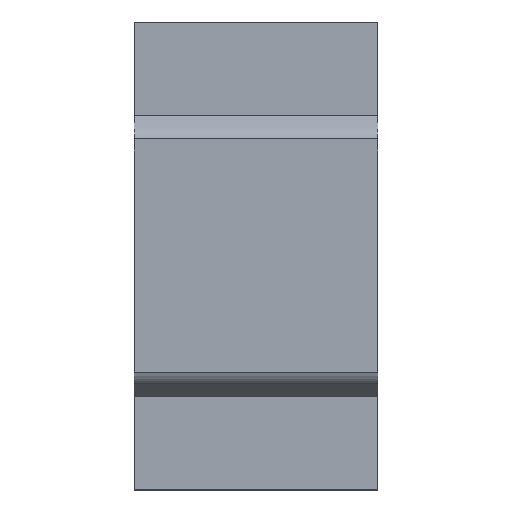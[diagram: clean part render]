
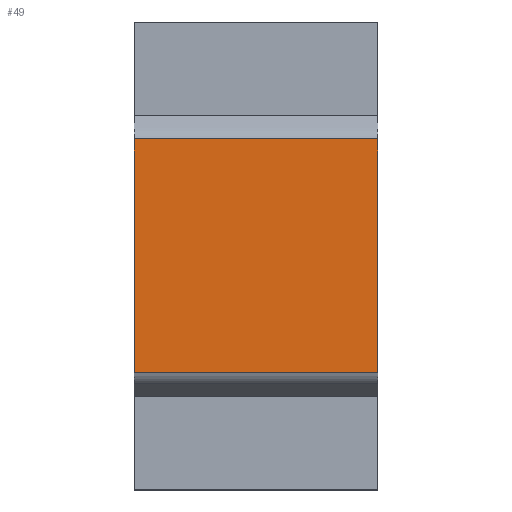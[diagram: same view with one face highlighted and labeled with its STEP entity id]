
A CAD part, top view. The second image highlights one B-rep face of the part: STEP entity #49.
In plain terms, the highlighted planar face has unit normal (0, 0, 1).
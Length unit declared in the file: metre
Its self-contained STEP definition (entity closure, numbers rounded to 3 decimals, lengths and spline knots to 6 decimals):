
#49=ADVANCED_FACE('0:36',(#106),#107,.T.);
#106=FACE_OUTER_BOUND('',#168,.T.);
#107=PLANE('',#169);
#168=EDGE_LOOP('',(#239,#240,#241,#242));
#169=AXIS2_PLACEMENT_3D('',#243,#244,#245);
#239=ORIENTED_EDGE('',*,*,#397,.F.);
#240=ORIENTED_EDGE('',*,*,#398,.F.);
#241=ORIENTED_EDGE('',*,*,#399,.F.);
#242=ORIENTED_EDGE('',*,*,#400,.T.);
#243=CARTESIAN_POINT('',(0.0,0.0,0.0009));
#244=DIRECTION('',(0.0,0.0,1.0));
#245=DIRECTION('',(1.0,0.0,0.0));
#397=EDGE_CURVE('0:111',#472,#473,#474,.T.);
#398=EDGE_CURVE('0:114',#475,#472,#476,.T.);
#399=EDGE_CURVE('0:117',#477,#475,#478,.T.);
#400=EDGE_CURVE('0:120',#477,#473,#479,.T.);
#472=VERTEX_POINT('',#579);
#473=VERTEX_POINT('',#580);
#474=LINE('',#581,#582);
#475=VERTEX_POINT('',#583);
#476=LINE('',#584,#585);
#477=VERTEX_POINT('',#586);
#478=LINE('',#587,#588);
#479=LINE('',#589,#590);
#579=CARTESIAN_POINT('',(-0.0026,-0.0025,0.0009));
#580=CARTESIAN_POINT('',(-0.0026,0.0025,0.0009));
#581=CARTESIAN_POINT('',(-0.0026,0.0,0.0009));
#582=VECTOR('',#702,1.0);
#583=CARTESIAN_POINT('',(0.0026,-0.0025,0.0009));
#584=CARTESIAN_POINT('',(0.0,-0.0025,0.0009));
#585=VECTOR('',#703,1.0);
#586=CARTESIAN_POINT('',(0.0026,0.0025,0.0009));
#587=CARTESIAN_POINT('',(0.0026,0.0,0.0009));
#588=VECTOR('',#704,1.0);
#589=CARTESIAN_POINT('',(0.0,0.0025,0.0009));
#590=VECTOR('',#705,1.0);
#702=DIRECTION('',(0.0,1.0,0.0));
#703=DIRECTION('',(-1.0,0.0,0.0));
#704=DIRECTION('',(0.0,-1.0,0.0));
#705=DIRECTION('',(-1.0,0.0,0.0));
